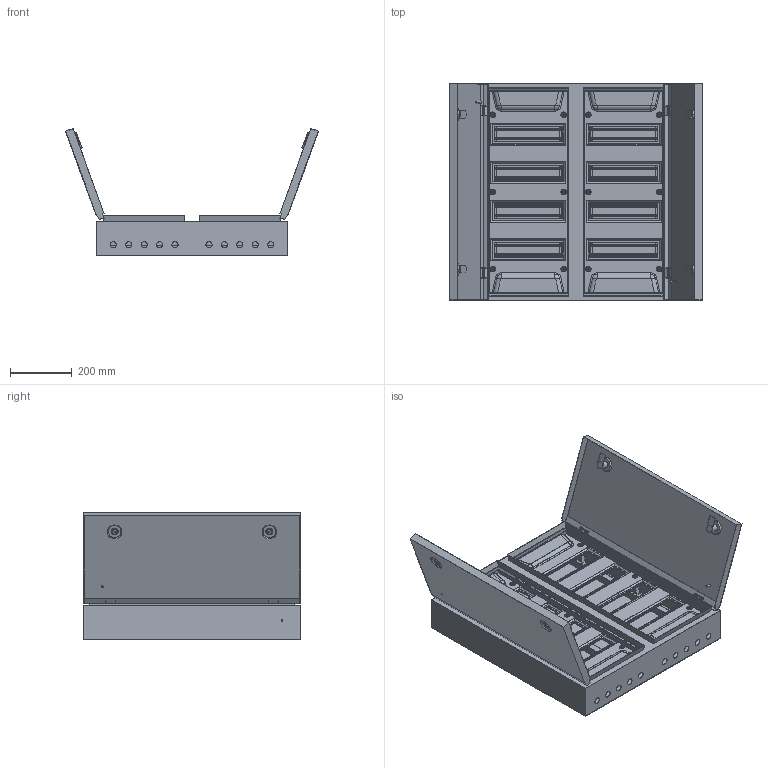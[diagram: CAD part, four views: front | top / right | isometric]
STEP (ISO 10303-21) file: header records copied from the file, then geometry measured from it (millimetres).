
FILE_DESCRIPTION (( 'STEP AP214' ), '1' );
FILE_NAME ('ShRN_2x48_PRO_IP54.STEP', '2016-09-23T09:35:39', ( 'user' ), ( '' ), 'SwSTEP 2.0', 'SolidWorks 2014', '' );
FILE_SCHEMA (( 'AUTOMOTIVE_DESIGN' ));
Length unit declared in the file: millimetre
Products named in the file (11): SC GOST 17473_gost_‚¨­â A.M5x10 ƒŽ‘’ 17473-80; Klipsa; Panel_48; Panel_ShRN-48; Stoika pan; Dver_PRO_54_2å48 ¯à ¢; Obolochka_SHRN_PRO_54_2å48; DIN-Reika_18 ｢箘ｬ箘｢; ShRN_2x48_PRO_IP54; Support; Stoika Shin_‘â®©ª  ¤«ï è¨­
Assembly tree (58 placements, depth 3):
  ShRN_2x48_PRO_IP54
    Obolochka_SHRN_PRO_54_2å48
    Dver_PRO_54_2å48 ¯à ¢  x2
    DIN-Reika_18 ｢箘ｬ箘｢  x8
    Panel_48  x2
      Panel_ShRN-48
      Klipsa
      Stoika pan
    SC GOST 17473_gost_‚¨­â A.M5x10 ƒŽ‘’ 17473-80  x16
    Stoika Shin_‘â®©ª  ¤«ï è¨­  x8
    Support  x8
Bounding box: 819.22 x 704 x 411.75 mm (x, y, z)
Volume: 2587781.2 mm3; surface area: 4352440.2 mm2
Topology: 69 solids, 69 shells, 4642 faces, 11840 edges, 7396 vertices
Faces by surface type: plane 2586, cylinder 1036, bspline 452, torus 240, cone 176, sphere 152
Entity records: 29765 total; most frequent: CARTESIAN_POINT 6278, DIRECTION 4776, ORIENTED_EDGE 4698, EDGE_CURVE 2349, AXIS2_PLACEMENT_3D 1639, VERTEX_POINT 1515, LINE 1498, VECTOR 1498
